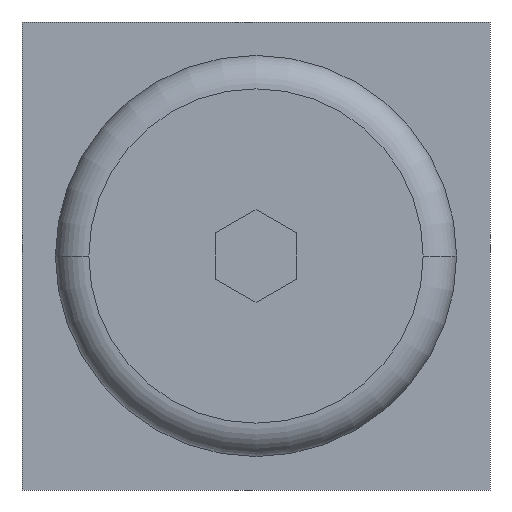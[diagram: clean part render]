
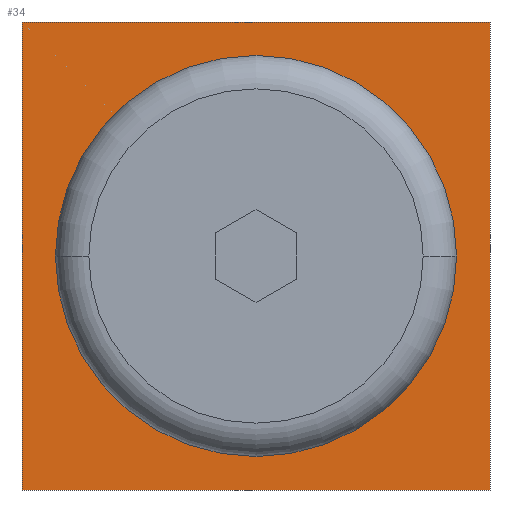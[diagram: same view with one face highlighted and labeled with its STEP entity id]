
A CAD part, left-side view. The second image highlights one B-rep face of the part: STEP entity #34.
In plain terms, the highlighted planar face has unit normal (-1, 0, 0).
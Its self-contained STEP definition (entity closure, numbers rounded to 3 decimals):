
#13 = LINE ( 'NONE', #1031, #407 ) ;
#14 = VERTEX_POINT ( 'NONE', #267 ) ;
#15 = CARTESIAN_POINT ( 'NONE',  ( 0., -10., 10. ) ) ;
#24 = CARTESIAN_POINT ( 'NONE',  ( 0., 0., 0. ) ) ;
#30 = EDGE_CURVE ( 'NONE', #14, #211, #1034, .T. ) ;
#34 = ADVANCED_FACE ( 'NONE', ( #531, #947 ), #182, .F. ) ;
#49 = VERTEX_POINT ( 'NONE', #943 ) ;
#50 = EDGE_CURVE ( 'NONE', #49, #528, #170, .T. ) ;
#132 = VERTEX_POINT ( 'NONE', #1037 ) ;
#137 = VECTOR ( 'NONE', #437, 1000. ) ;
#140 = CARTESIAN_POINT ( 'NONE',  ( 0., 17.5, 17.5 ) ) ;
#145 = EDGE_CURVE ( 'NONE', #132, #14, #1058, .T. ) ;
#151 = CARTESIAN_POINT ( 'NONE',  ( 0., 10., 10. ) ) ;
#156 = ORIENTED_EDGE ( 'NONE', *, *, #145, .T. ) ;
#170 = LINE ( 'NONE', #866, #991 ) ;
#182 = PLANE ( 'NONE',  #1060 ) ;
#191 = ORIENTED_EDGE ( 'NONE', *, *, #30, .T. ) ;
#192 = DIRECTION ( 'NONE',  ( 0., -1., 0. ) ) ;
#199 = DIRECTION ( 'NONE',  ( 0., 1., 0. ) ) ;
#211 = VERTEX_POINT ( 'NONE', #151 ) ;
#265 = DIRECTION ( 'NONE',  ( 0., 0., 1. ) ) ;
#267 = CARTESIAN_POINT ( 'NONE',  ( 0., 10., -10. ) ) ;
#273 = DIRECTION ( 'NONE',  ( 1., 0., 0. ) ) ;
#276 = DIRECTION ( 'NONE',  ( 0., 1., 0. ) ) ;
#295 = DIRECTION ( 'NONE',  ( 0., -1., 0. ) ) ;
#298 = VECTOR ( 'NONE', #968, 1000. ) ;
#309 = EDGE_CURVE ( 'NONE', #944, #762, #13, .T. ) ;
#312 = EDGE_CURVE ( 'NONE', #528, #944, #1038, .T. ) ;
#313 = CARTESIAN_POINT ( 'NONE',  ( 0., -10., 10. ) ) ;
#359 = DIRECTION ( 'NONE',  ( 0., 0., -1. ) ) ;
#363 = CARTESIAN_POINT ( 'NONE',  ( 0., 10., -10. ) ) ;
#372 = DIRECTION ( 'NONE',  ( 0., 0., -1. ) ) ;
#394 = LINE ( 'NONE', #15, #298 ) ;
#407 = VECTOR ( 'NONE', #265, 1000. ) ;
#437 = DIRECTION ( 'NONE',  ( 0., 0., 1. ) ) ;
#460 = CARTESIAN_POINT ( 'NONE',  ( 0., -17.5, -17.5 ) ) ;
#472 = ORIENTED_EDGE ( 'NONE', *, *, #312, .F. ) ;
#502 = ORIENTED_EDGE ( 'NONE', *, *, #864, .T. ) ;
#526 = CARTESIAN_POINT ( 'NONE',  ( 0., 17.5, -17.5 ) ) ;
#528 = VERTEX_POINT ( 'NONE', #460 ) ;
#531 = FACE_OUTER_BOUND ( 'NONE', #823, .T. ) ;
#547 = ORIENTED_EDGE ( 'NONE', *, *, #50, .F. ) ;
#566 = EDGE_CURVE ( 'NONE', #734, #132, #394, .T. ) ;
#593 = ORIENTED_EDGE ( 'NONE', *, *, #309, .F. ) ;
#651 = CARTESIAN_POINT ( 'NONE',  ( 0., 17.5, 17.5 ) ) ;
#678 = EDGE_LOOP ( 'NONE', ( #776, #156, #191, #502 ) ) ;
#734 = VERTEX_POINT ( 'NONE', #313 ) ;
#762 = VERTEX_POINT ( 'NONE', #651 ) ;
#776 = ORIENTED_EDGE ( 'NONE', *, *, #566, .T. ) ;
#778 = VECTOR ( 'NONE', #295, 1000. ) ;
#823 = EDGE_LOOP ( 'NONE', ( #472, #547, #1020, #593 ) ) ;
#864 = EDGE_CURVE ( 'NONE', #211, #734, #1103, .T. ) ;
#866 = CARTESIAN_POINT ( 'NONE',  ( 0., -17.5, 17.5 ) ) ;
#875 = VECTOR ( 'NONE', #192, 1000. ) ;
#899 = LINE ( 'NONE', #140, #778 ) ;
#943 = CARTESIAN_POINT ( 'NONE',  ( 0., -17.5, 17.5 ) ) ;
#944 = VERTEX_POINT ( 'NONE', #1065 ) ;
#947 = FACE_BOUND ( 'NONE', #678, .T. ) ;
#958 = CARTESIAN_POINT ( 'NONE',  ( 0., 10., 10. ) ) ;
#968 = DIRECTION ( 'NONE',  ( 0., 0., -1. ) ) ;
#987 = EDGE_CURVE ( 'NONE', #762, #49, #899, .T. ) ;
#991 = VECTOR ( 'NONE', #359, 1000. ) ;
#1020 = ORIENTED_EDGE ( 'NONE', *, *, #987, .F. ) ;
#1025 = VECTOR ( 'NONE', #199, 1000. ) ;
#1031 = CARTESIAN_POINT ( 'NONE',  ( 0., 17.5, 17.5 ) ) ;
#1034 = LINE ( 'NONE', #958, #137 ) ;
#1037 = CARTESIAN_POINT ( 'NONE',  ( 0., -10., -10. ) ) ;
#1038 = LINE ( 'NONE', #526, #1025 ) ;
#1040 = VECTOR ( 'NONE', #276, 1000. ) ;
#1044 = CARTESIAN_POINT ( 'NONE',  ( 0., 10., 10. ) ) ;
#1058 = LINE ( 'NONE', #363, #1040 ) ;
#1060 = AXIS2_PLACEMENT_3D ( 'NONE', #24, #273, #372 ) ;
#1065 = CARTESIAN_POINT ( 'NONE',  ( 0., 17.5, -17.5 ) ) ;
#1103 = LINE ( 'NONE', #1044, #875 ) ;
